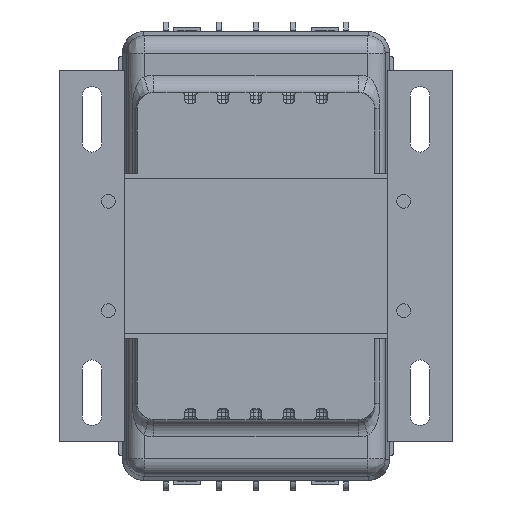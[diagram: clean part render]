
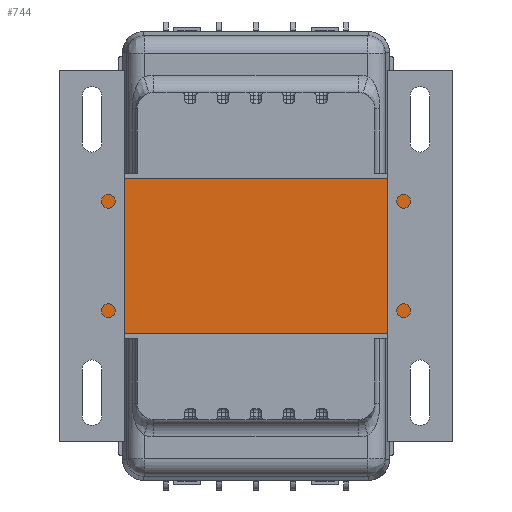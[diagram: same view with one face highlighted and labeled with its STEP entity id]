
A CAD part, front view. The second image highlights one B-rep face of the part: STEP entity #744.
In plain terms, the highlighted planar face has unit normal (0, -1, 0).
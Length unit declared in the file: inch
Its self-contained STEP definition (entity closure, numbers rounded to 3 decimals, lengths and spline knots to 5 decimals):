
#8 = CARTESIAN_POINT ( 'NONE',  ( 1.94807, -0.75596, -0.88583 ) ) ;
#103 = ORIENTED_EDGE ( 'NONE', *, *, #7328, .F. ) ;
#238 = LINE ( 'NONE', #8, #15513 ) ;
#584 = AXIS2_PLACEMENT_3D ( 'NONE', #11968, #18064, #8986 ) ;
#744 = ADVANCED_FACE ( 'NONE', ( #6356 ), #16551, .F. ) ;
#754 = CARTESIAN_POINT ( 'NONE',  ( 1.94807, -0.75596, 0.88583 ) ) ;
#1367 = CARTESIAN_POINT ( 'NONE',  ( -1.83146, -0.75596, 0.88583 ) ) ;
#2887 = DIRECTION ( 'NONE',  ( 1., 0., 0. ) ) ;
#3034 = DIRECTION ( 'NONE',  ( 0., 0., -1. ) ) ;
#4903 = CARTESIAN_POINT ( 'NONE',  ( -1.83146, -0.75596, 0.88583 ) ) ;
#6087 = EDGE_LOOP ( 'NONE', ( #103, #15288, #16418, #6219 ) ) ;
#6093 = CARTESIAN_POINT ( 'NONE',  ( 1.94807, -0.75596, 0.88583 ) ) ;
#6219 = ORIENTED_EDGE ( 'NONE', *, *, #6402, .F. ) ;
#6356 = FACE_OUTER_BOUND ( 'NONE', #6087, .T. ) ;
#6402 = EDGE_CURVE ( 'NONE', #15576, #10278, #8506, .T. ) ;
#7310 = CARTESIAN_POINT ( 'NONE',  ( -1.83146, -0.75596, -0.88583 ) ) ;
#7328 = EDGE_CURVE ( 'NONE', #8884, #15576, #8680, .T. ) ;
#8506 = LINE ( 'NONE', #6093, #12089 ) ;
#8629 = CARTESIAN_POINT ( 'NONE',  ( -1.83146, -0.75596, -0.88583 ) ) ;
#8680 = LINE ( 'NONE', #1367, #16285 ) ;
#8884 = VERTEX_POINT ( 'NONE', #4903 ) ;
#8986 = DIRECTION ( 'NONE',  ( 0., 0., 1. ) ) ;
#9929 = LINE ( 'NONE', #7310, #10390 ) ;
#10030 = EDGE_CURVE ( 'NONE', #10278, #11781, #238, .T. ) ;
#10278 = VERTEX_POINT ( 'NONE', #11392 ) ;
#10390 = VECTOR ( 'NONE', #14849, 39.37008 ) ;
#10715 = DIRECTION ( 'NONE',  ( -1., 0., 0. ) ) ;
#11392 = CARTESIAN_POINT ( 'NONE',  ( 1.94807, -0.75596, -0.88583 ) ) ;
#11781 = VERTEX_POINT ( 'NONE', #8629 ) ;
#11968 = CARTESIAN_POINT ( 'NONE',  ( 0., -0.75596, 0. ) ) ;
#12089 = VECTOR ( 'NONE', #3034, 39.37008 ) ;
#14849 = DIRECTION ( 'NONE',  ( 0., 0., 1. ) ) ;
#15288 = ORIENTED_EDGE ( 'NONE', *, *, #17558, .F. ) ;
#15513 = VECTOR ( 'NONE', #10715, 39.37008 ) ;
#15576 = VERTEX_POINT ( 'NONE', #754 ) ;
#16285 = VECTOR ( 'NONE', #2887, 39.37008 ) ;
#16418 = ORIENTED_EDGE ( 'NONE', *, *, #10030, .F. ) ;
#16551 = PLANE ( 'NONE',  #584 ) ;
#17558 = EDGE_CURVE ( 'NONE', #11781, #8884, #9929, .T. ) ;
#18064 = DIRECTION ( 'NONE',  ( 0., 1., 0. ) ) ;
